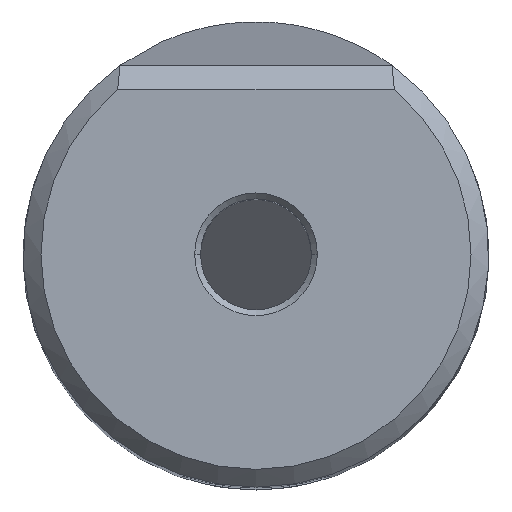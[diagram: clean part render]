
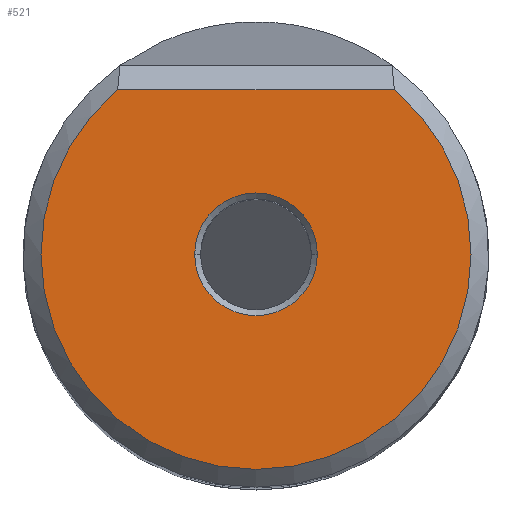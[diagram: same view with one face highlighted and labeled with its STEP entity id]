
A CAD part, top view. The second image highlights one B-rep face of the part: STEP entity #521.
In plain terms, the highlighted planar face has unit normal (0, 0, 1).
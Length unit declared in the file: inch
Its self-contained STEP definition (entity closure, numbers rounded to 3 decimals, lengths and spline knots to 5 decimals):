
#2 = VECTOR ( 'NONE', #226, 39.37008 ) ;
#16 = VERTEX_POINT ( 'NONE', #789 ) ;
#32 = EDGE_CURVE ( 'NONE', #16, #532, #672, .T. ) ;
#42 = PLANE ( 'NONE',  #338 ) ;
#50 = EDGE_CURVE ( 'NONE', #566, #673, #724, .T. ) ;
#57 = CARTESIAN_POINT ( 'NONE',  ( 0., 0., 0. ) ) ;
#61 = DIRECTION ( 'NONE',  ( 0., 0., -1. ) ) ;
#62 = ORIENTED_EDGE ( 'NONE', *, *, #331, .T. ) ;
#105 = CARTESIAN_POINT ( 'NONE',  ( 0., 0., 0. ) ) ;
#155 = DIRECTION ( 'NONE',  ( 0., 0., 1. ) ) ;
#167 = DIRECTION ( 'NONE',  ( 0., -1., 0. ) ) ;
#170 = CARTESIAN_POINT ( 'NONE',  ( 0., 0., 0. ) ) ;
#207 = CIRCLE ( 'NONE', #495, 0.10375 ) ;
#226 = DIRECTION ( 'NONE',  ( -1., 0., 0. ) ) ;
#227 = ORIENTED_EDGE ( 'NONE', *, *, #32, .T. ) ;
#242 = EDGE_LOOP ( 'NONE', ( #62, #227 ) ) ;
#245 = CARTESIAN_POINT ( 'NONE',  ( -0.10375, 0., 0. ) ) ;
#253 = AXIS2_PLACEMENT_3D ( 'NONE', #57, #61, #357 ) ;
#280 = CARTESIAN_POINT ( 'NONE',  ( 0., 0., 0. ) ) ;
#292 = DIRECTION ( 'NONE',  ( 0., -1., 0. ) ) ;
#331 = EDGE_CURVE ( 'NONE', #532, #16, #721, .T. ) ;
#338 = AXIS2_PLACEMENT_3D ( 'NONE', #280, #475, #401 ) ;
#345 = FACE_BOUND ( 'NONE', #734, .T. ) ;
#351 = CARTESIAN_POINT ( 'NONE',  ( 0.10375, 0., 0. ) ) ;
#357 = DIRECTION ( 'NONE',  ( 0., -1., 0. ) ) ;
#368 = ORIENTED_EDGE ( 'NONE', *, *, #588, .T. ) ;
#401 = DIRECTION ( 'NONE',  ( 0., -1., 0. ) ) ;
#412 = DIRECTION ( 'NONE',  ( 0., 0., -1. ) ) ;
#424 = CARTESIAN_POINT ( 'NONE',  ( 0., 0.27842, 0. ) ) ;
#475 = DIRECTION ( 'NONE',  ( 0., 0., 1. ) ) ;
#495 = AXIS2_PLACEMENT_3D ( 'NONE', #170, #412, #292 ) ;
#521 = ADVANCED_FACE ( 'NONE', ( #345, #598 ), #42, .T. ) ;
#532 = VERTEX_POINT ( 'NONE', #652 ) ;
#566 = VERTEX_POINT ( 'NONE', #351 ) ;
#576 = ORIENTED_EDGE ( 'NONE', *, *, #50, .T. ) ;
#588 = EDGE_CURVE ( 'NONE', #673, #566, #207, .T. ) ;
#598 = FACE_OUTER_BOUND ( 'NONE', #242, .T. ) ;
#647 = AXIS2_PLACEMENT_3D ( 'NONE', #105, #155, #167 ) ;
#652 = CARTESIAN_POINT ( 'NONE',  ( -0.23401, 0.27842, 0. ) ) ;
#672 = LINE ( 'NONE', #424, #2 ) ;
#673 = VERTEX_POINT ( 'NONE', #245 ) ;
#721 = CIRCLE ( 'NONE', #647, 0.3637 ) ;
#724 = CIRCLE ( 'NONE', #253, 0.10375 ) ;
#734 = EDGE_LOOP ( 'NONE', ( #576, #368 ) ) ;
#789 = CARTESIAN_POINT ( 'NONE',  ( 0.23401, 0.27842, 0. ) ) ;
